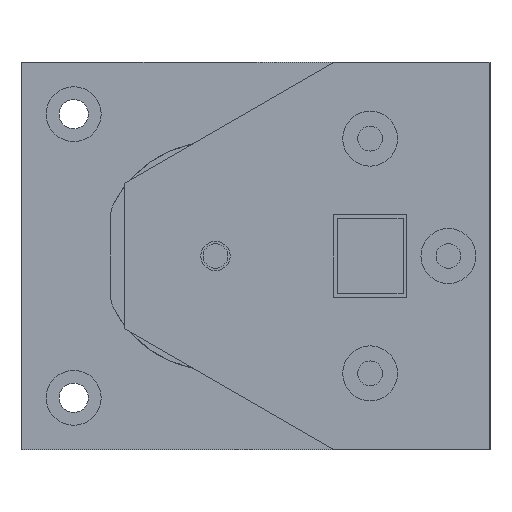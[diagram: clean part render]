
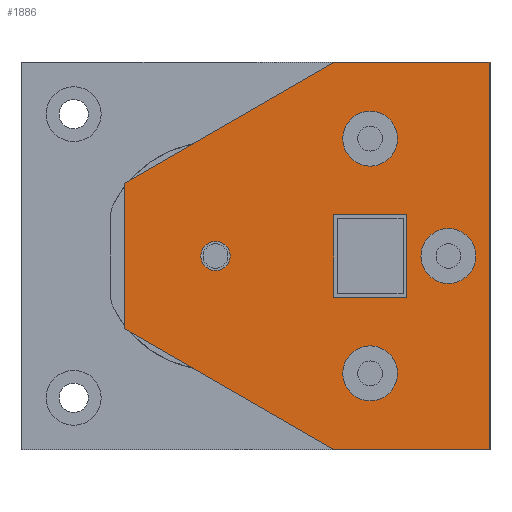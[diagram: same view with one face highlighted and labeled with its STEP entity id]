
A CAD part, front view. The second image highlights one B-rep face of the part: STEP entity #1886.
In plain terms, the highlighted planar face has unit normal (0, -1, 0).
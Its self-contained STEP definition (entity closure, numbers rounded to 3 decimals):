
#79=FACE_BOUND('',#457,.T.);
#80=FACE_BOUND('',#458,.T.);
#81=FACE_BOUND('',#459,.T.);
#82=FACE_BOUND('',#460,.T.);
#83=FACE_BOUND('',#461,.T.);
#200=PLANE('',#2108);
#310=FACE_OUTER_BOUND('',#456,.T.);
#456=EDGE_LOOP('',(#1682,#1683,#1684,#1685,#1686,#1687));
#457=EDGE_LOOP('',(#1688));
#458=EDGE_LOOP('',(#1689));
#459=EDGE_LOOP('',(#1690));
#460=EDGE_LOOP('',(#1691,#1692,#1693,#1694));
#461=EDGE_LOOP('',(#1695));
#573=LINE('',#3766,#708);
#576=LINE('',#3772,#711);
#579=LINE('',#3778,#714);
#582=LINE('',#3782,#717);
#585=LINE('',#3790,#720);
#588=LINE('',#3796,#723);
#591=LINE('',#3802,#726);
#594=LINE('',#3808,#729);
#597=LINE('',#3814,#732);
#600=LINE('',#3818,#735);
#708=VECTOR('',#2546,10.);
#711=VECTOR('',#2551,10.);
#714=VECTOR('',#2556,10.);
#717=VECTOR('',#2561,10.);
#720=VECTOR('',#2566,10.);
#723=VECTOR('',#2571,10.);
#726=VECTOR('',#2576,10.);
#729=VECTOR('',#2581,10.);
#732=VECTOR('',#2586,10.);
#735=VECTOR('',#2591,10.);
#802=CIRCLE('',#2078,3.);
#806=CIRCLE('',#2085,3.);
#810=CIRCLE('',#2092,3.);
#812=CIRCLE('',#2096,1.6);
#943=VERTEX_POINT('',#3720);
#947=VERTEX_POINT('',#3733);
#951=VERTEX_POINT('',#3746);
#953=VERTEX_POINT('',#3754);
#957=VERTEX_POINT('',#3763);
#958=VERTEX_POINT('',#3765);
#960=VERTEX_POINT('',#3771);
#962=VERTEX_POINT('',#3777);
#965=VERTEX_POINT('',#3787);
#966=VERTEX_POINT('',#3789);
#968=VERTEX_POINT('',#3795);
#970=VERTEX_POINT('',#3801);
#972=VERTEX_POINT('',#3807);
#974=VERTEX_POINT('',#3813);
#1173=EDGE_CURVE('',#943,#943,#802,.T.);
#1179=EDGE_CURVE('',#947,#947,#806,.T.);
#1185=EDGE_CURVE('',#951,#951,#810,.T.);
#1189=EDGE_CURVE('',#953,#953,#812,.T.);
#1194=EDGE_CURVE('',#958,#957,#573,.T.);
#1197=EDGE_CURVE('',#960,#958,#576,.T.);
#1200=EDGE_CURVE('',#962,#960,#579,.T.);
#1203=EDGE_CURVE('',#957,#962,#582,.T.);
#1206=EDGE_CURVE('',#966,#965,#585,.T.);
#1209=EDGE_CURVE('',#968,#966,#588,.T.);
#1212=EDGE_CURVE('',#970,#968,#591,.T.);
#1215=EDGE_CURVE('',#972,#970,#594,.T.);
#1218=EDGE_CURVE('',#974,#972,#597,.T.);
#1221=EDGE_CURVE('',#965,#974,#600,.T.);
#1682=ORIENTED_EDGE('',*,*,#1221,.T.);
#1683=ORIENTED_EDGE('',*,*,#1218,.T.);
#1684=ORIENTED_EDGE('',*,*,#1215,.T.);
#1685=ORIENTED_EDGE('',*,*,#1212,.T.);
#1686=ORIENTED_EDGE('',*,*,#1209,.T.);
#1687=ORIENTED_EDGE('',*,*,#1206,.T.);
#1688=ORIENTED_EDGE('',*,*,#1173,.T.);
#1689=ORIENTED_EDGE('',*,*,#1179,.T.);
#1690=ORIENTED_EDGE('',*,*,#1185,.T.);
#1691=ORIENTED_EDGE('',*,*,#1203,.T.);
#1692=ORIENTED_EDGE('',*,*,#1200,.T.);
#1693=ORIENTED_EDGE('',*,*,#1197,.T.);
#1694=ORIENTED_EDGE('',*,*,#1194,.T.);
#1695=ORIENTED_EDGE('',*,*,#1189,.T.);
#1886=ADVANCED_FACE('',(#310,#79,#80,#81,#82,#83),#200,.T.);
#2078=AXIS2_PLACEMENT_3D('',#3721,#2495,#2496);
#2085=AXIS2_PLACEMENT_3D('',#3734,#2511,#2512);
#2092=AXIS2_PLACEMENT_3D('',#3747,#2527,#2528);
#2096=AXIS2_PLACEMENT_3D('',#3755,#2537,#2538);
#2108=AXIS2_PLACEMENT_3D('',#3819,#2592,#2593);
#2495=DIRECTION('center_axis',(0.,1.,0.));
#2496=DIRECTION('ref_axis',(0.,0.,-1.));
#2511=DIRECTION('center_axis',(0.,1.,0.));
#2512=DIRECTION('ref_axis',(0.,0.,-1.));
#2527=DIRECTION('center_axis',(0.,1.,0.));
#2528=DIRECTION('ref_axis',(0.,0.,-1.));
#2537=DIRECTION('center_axis',(0.,1.,0.));
#2538=DIRECTION('ref_axis',(1.,0.,0.));
#2546=DIRECTION('',(1.,0.,0.));
#2551=DIRECTION('',(0.,0.,1.));
#2556=DIRECTION('',(-1.,0.,0.));
#2561=DIRECTION('',(0.,0.,-1.));
#2566=DIRECTION('',(0.866,0.,-0.5));
#2571=DIRECTION('',(0.,0.,-1.));
#2576=DIRECTION('',(-0.866,0.,-0.5));
#2581=DIRECTION('',(-1.,0.,0.));
#2586=DIRECTION('',(0.,0.,1.));
#2591=DIRECTION('',(1.,0.,0.));
#2592=DIRECTION('center_axis',(0.,-1.,0.));
#2593=DIRECTION('ref_axis',(1.,0.,0.));
#3720=CARTESIAN_POINT('',(25.45,-6.4,3.));
#3721=CARTESIAN_POINT('Origin',(25.45,-6.4,0.));
#3733=CARTESIAN_POINT('',(16.9,-6.4,-9.825));
#3734=CARTESIAN_POINT('Origin',(16.9,-6.4,-12.825));
#3746=CARTESIAN_POINT('',(16.9,-6.4,15.825));
#3747=CARTESIAN_POINT('Origin',(16.9,-6.4,12.825));
#3754=CARTESIAN_POINT('',(-1.6,-6.4,0.));
#3755=CARTESIAN_POINT('Origin',(0.,-6.4,0.));
#3763=CARTESIAN_POINT('',(20.9,-6.4,4.5));
#3765=CARTESIAN_POINT('',(12.9,-6.4,4.5));
#3766=CARTESIAN_POINT('',(12.9,-6.4,4.5));
#3771=CARTESIAN_POINT('',(12.9,-6.4,-4.5));
#3772=CARTESIAN_POINT('',(12.9,-6.4,4.5));
#3777=CARTESIAN_POINT('',(20.9,-6.4,-4.5));
#3778=CARTESIAN_POINT('',(20.9,-6.4,-4.5));
#3782=CARTESIAN_POINT('',(20.9,-6.4,-4.5));
#3787=CARTESIAN_POINT('',(12.9,-6.4,-21.15));
#3789=CARTESIAN_POINT('',(-10.,-6.4,-7.929));
#3790=CARTESIAN_POINT('',(12.9,-6.4,-21.15));
#3795=CARTESIAN_POINT('',(-10.,-6.4,7.929));
#3796=CARTESIAN_POINT('',(-10.,-6.4,-7.929));
#3801=CARTESIAN_POINT('',(12.9,-6.4,21.15));
#3802=CARTESIAN_POINT('',(-10.,-6.4,7.929));
#3807=CARTESIAN_POINT('',(30.,-6.4,21.15));
#3808=CARTESIAN_POINT('',(12.9,-6.4,21.15));
#3813=CARTESIAN_POINT('',(30.,-6.4,-21.15));
#3814=CARTESIAN_POINT('',(30.,-6.4,21.15));
#3818=CARTESIAN_POINT('',(12.9,-6.4,-21.15));
#3819=CARTESIAN_POINT('Origin',(10.,-6.4,0.));
